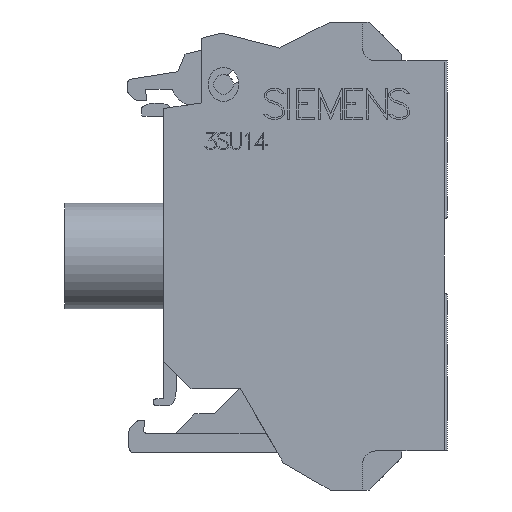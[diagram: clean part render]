
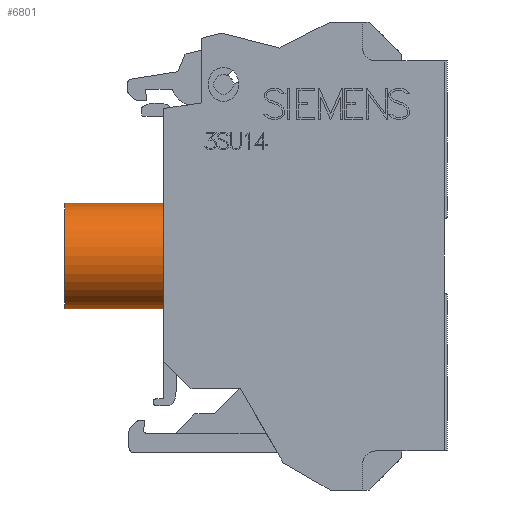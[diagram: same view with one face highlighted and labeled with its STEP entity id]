
A CAD part, left-side view. The second image highlights one B-rep face of the part: STEP entity #6801.
In plain terms, the highlighted cylindrical face has radius 4.05 mm (diameter 8.1 mm), a partial arc.
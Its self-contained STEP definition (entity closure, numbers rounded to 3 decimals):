
#2861=EDGE_CURVE('',#6985,#5553,#8484,.T.);
#3113=EDGE_CURVE('',#4809,#6985,#8758,.T.);
#3249=EDGE_CURVE('',#5553,#4151,#8903,.T.);
#4151=VERTEX_POINT('',#9908);
#4809=VERTEX_POINT('',#10625);
#5553=VERTEX_POINT('',#11433);
#6801=ADVANCED_FACE('',(#12791),#12792,.T.);
#6985=VERTEX_POINT('',#12990);
#7303=EDGE_CURVE('',#4151,#4809,#13334,.T.);
#8484=CIRCLE('',#14633,4.05);
#8758=LINE('',#15025,#15026);
#8903=LINE('',#15244,#15245);
#9908=CARTESIAN_POINT('',(0.,0.0,4.05));
#10625=CARTESIAN_POINT('',(0.0,0.0,-4.05));
#11433=CARTESIAN_POINT('',(0.,7.6,4.05));
#12791=FACE_OUTER_BOUND('',#20833,.T.);
#12792=CYLINDRICAL_SURFACE('',#20834,4.05);
#12990=CARTESIAN_POINT('',(0.0,7.6,-4.05));
#13334=CIRCLE('',#21630,4.05);
#14633=AXIS2_PLACEMENT_3D('',#23445,#23446,#23447);
#15025=CARTESIAN_POINT('',(0.,3.8,-4.05));
#15026=VECTOR('',#23715,1.0);
#15244=CARTESIAN_POINT('',(0.,3.8,4.05));
#15245=VECTOR('',#23829,1.0);
#20833=EDGE_LOOP('',(#27823,#27824,#27825,#27826));
#20834=AXIS2_PLACEMENT_3D('',#27827,#27828,#27829);
#21630=AXIS2_PLACEMENT_3D('',#28323,#28324,#28325);
#23445=CARTESIAN_POINT('',(0.0,7.6,0.0));
#23446=DIRECTION('',(0.0,1.0,0.0));
#23447=DIRECTION('',(0.0,0.0,-1.0));
#23715=DIRECTION('',(0.0,1.0,0.0));
#23829=DIRECTION('',(-0.0,-1.0,-0.0));
#27823=ORIENTED_EDGE('',*,*,#3113,.F.);
#27824=ORIENTED_EDGE('',*,*,#7303,.F.);
#27825=ORIENTED_EDGE('',*,*,#3249,.F.);
#27826=ORIENTED_EDGE('',*,*,#2861,.F.);
#27827=CARTESIAN_POINT('',(0.0,3.8,0.0));
#27828=DIRECTION('',(-0.0,-1.0,-0.0));
#27829=DIRECTION('',(0.0,0.0,-1.0));
#28323=CARTESIAN_POINT('',(0.0,0.0,0.0));
#28324=DIRECTION('',(0.0,-1.0,0.0));
#28325=DIRECTION('',(0.0,0.0,-1.0));
